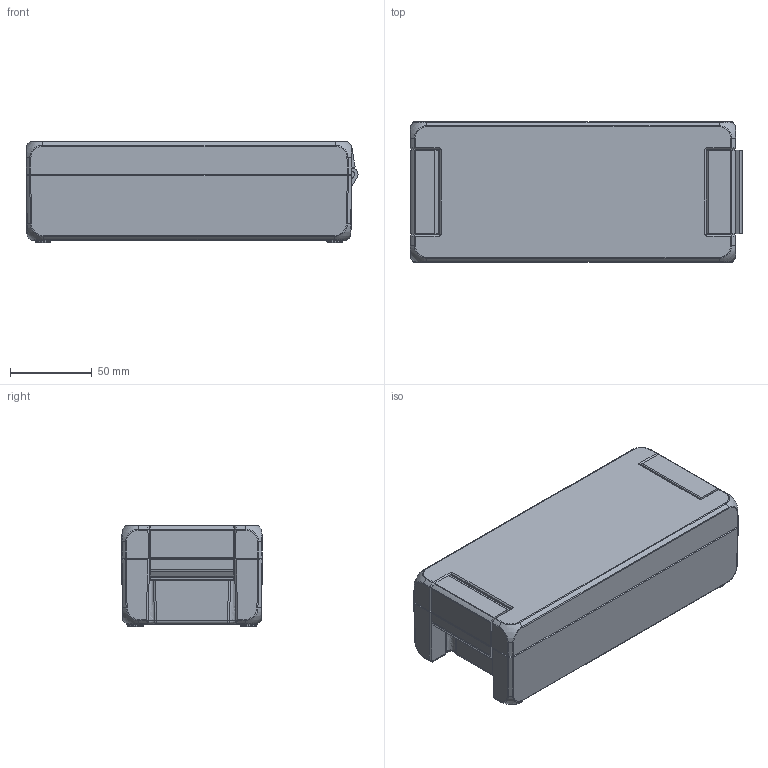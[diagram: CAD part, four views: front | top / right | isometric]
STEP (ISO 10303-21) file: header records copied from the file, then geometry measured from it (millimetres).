
FILE_DESCRIPTION(/* description */ (''),/* implementation_level */ '2;1');
FILE_NAME(/* name */ '2403772_3D.stp',/* time_stamp */ '2023-07-05T11:57:34+02:00',/* author */ ('watermann'),/* organization */ (''),/* preprocessor_version */ 'ST-DEVELOPER v18.1',/* originating_system */ 'Autodesk Inventor 2022',/* authorisation */ '');
FILE_SCHEMA (('AUTOMOTIVE_DESIGN { 1 0 10303 214 3 1 1 }'));
Products named in the file (11): 2403772_3D; 2403772-UT_3D; 2403772-OT_3D; 2403766_SC-UT_3D; 2403766_SC-OT_3D; 2403766_AB-UT_3D; 2403766_AP-UT_3D; 2403770-DI_3D; SHR Z M4x10,5x4_Bocube-Alu_3Dsym; DIN 84 - M4 x 7; SHR Z B4,2x10,5 MG_3Dsym Bocube-Alu
Assembly tree (17 placements, depth 2):
  2403772_3D
    2403772-UT_3D
    2403772-OT_3D
    2403766_SC-UT_3D
    2403766_SC-OT_3D
    2403766_AB-UT_3D
    2403766_AP-UT_3D
    2403770-DI_3D
    SHR Z M4x10,5x4_Bocube-Alu_3Dsym  x2
    DIN 84 - M4 x 7  x2
    SHR Z B4,2x10,5 MG_3Dsym Bocube-Alu  x6
Bounding box: 202.7 x 86 x 61.7 mm (x, y, z)
Volume: 282528.8 mm3; surface area: 172164 mm2
Topology: 17 solids, 17 shells, 2214 faces, 5467 edges, 3258 vertices
Faces by surface type: cylinder 910, bspline 686, plane 360, cone 114, torus 100, sphere 44
Full cylindrical faces by diameter (mm): 3.025 x42, 3.242 x18, 3.5 x2, 3.621 x2, 4 x4, 4.1 x8, 4.17 x24, 7 x8
Entity records: 104461 total; most frequent: CARTESIAN_POINT 64388, ORIENTED_EDGE 8182, DIRECTION 7610, EDGE_CURVE 4091, AXIS2_PLACEMENT_3D 2984, VERTEX_POINT 2450, EDGE_LOOP 1763, FACE_OUTER_BOUND 1689
